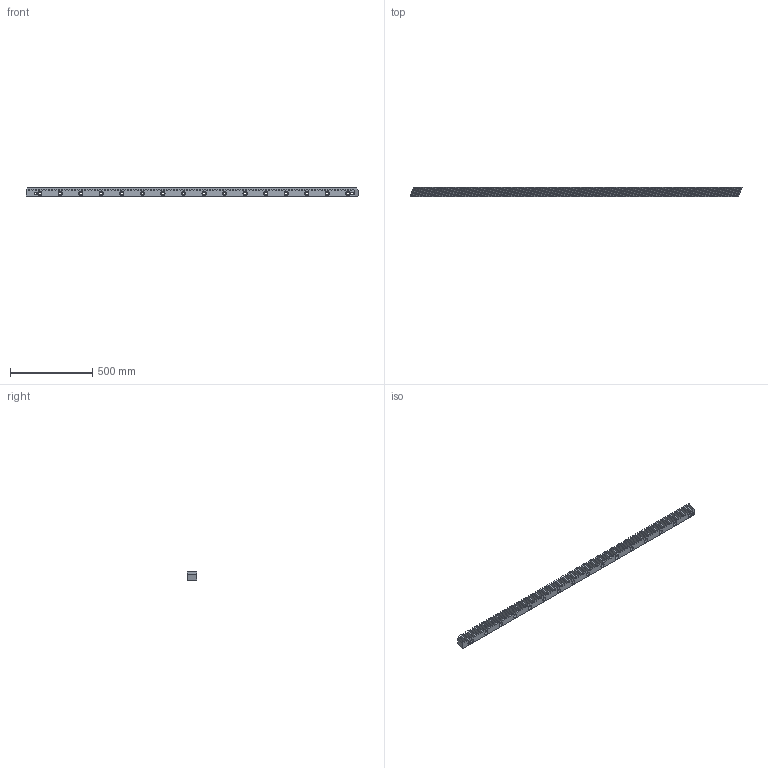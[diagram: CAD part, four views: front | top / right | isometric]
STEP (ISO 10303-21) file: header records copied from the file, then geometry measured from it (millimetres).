
FILE_DESCRIPTION(('STEP AP214'),'1');
FILE_NAME('145-060-220.stp','2017-10-10T14:07:55',('TraceParts'),('TraceParts S.A.'),'Spatial InterOp 3D',' ',' ');
FILE_SCHEMA(('automotive_design'));
Length unit declared in the file: millimetre
Products named in the file (1): 145-060-220
Bounding box: 2020.33 x 60 x 49.7 mm (x, y, z)
Volume: 4852132 mm3; surface area: 593924.4 mm2
Topology: 1 solids, 1 shells, 491 faces, 1419 edges, 946 vertices
Faces by surface type: plane 423, cylinder 68
Entity records: 19954 total; most frequent: CARTESIAN_POINT 2857, ORIENTED_EDGE 2838, DIRECTION 2539, EDGE_CURVE 1419, LINE 1283, VECTOR 1283, VERTEX_POINT 946, AXIS2_PLACEMENT_3D 628
